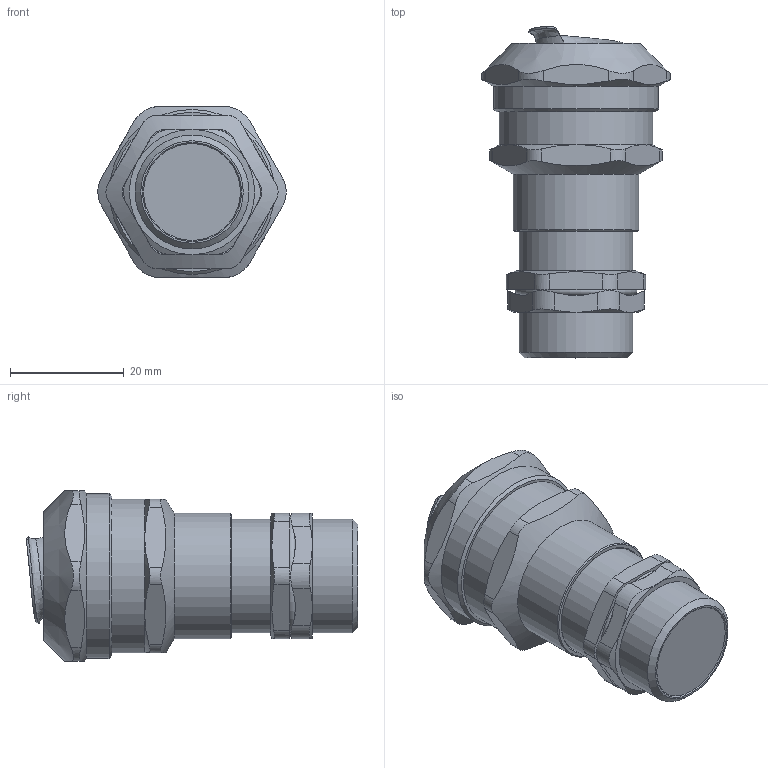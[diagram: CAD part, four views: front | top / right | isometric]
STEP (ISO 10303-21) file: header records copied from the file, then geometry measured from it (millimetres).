
FILE_DESCRIPTION(/* description */ (''),/* implementation_level */ '2;1');
FILE_NAME(/* name */ '',/* time_stamp */ '2024-07-24T14:05:04+07:00',/* author */ ('zeta-09'),/* organization */ (''),/* preprocessor_version */ 'ST-DEVELOPER v19.2',/* originating_system */ 'Autodesk Inventor 2024',/* authorisation */ '');
FILE_SCHEMA (('AUTOMOTIVE_DESIGN { 1 0 10303 214 3 1 1 }'));
Length unit declared in the file: millimetre
Products named in the file (1): Деталь1
Bounding box: 33.09 x 58.3 x 30 mm (x, y, z)
Volume: 25368.4 mm3; surface area: 5977.1 mm2
Topology: 1 solids, 1 shells, 101 faces, 255 edges, 165 vertices
Faces by surface type: plane 35, cylinder 29, cone 27, bspline 8, torus 2
Full cylindrical faces by diameter (mm): 20 x2, 22 x1, 27 x1, 29 x1
Entity records: 4116 total; most frequent: CARTESIAN_POINT 1824, ORIENTED_EDGE 510, DIRECTION 359, EDGE_CURVE 255, VERTEX_POINT 165, AXIS2_PLACEMENT_3D 145, EDGE_LOOP 110, FACE_OUTER_BOUND 101
